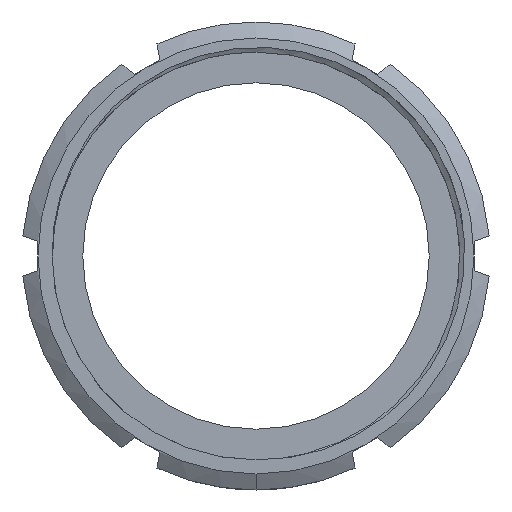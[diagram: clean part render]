
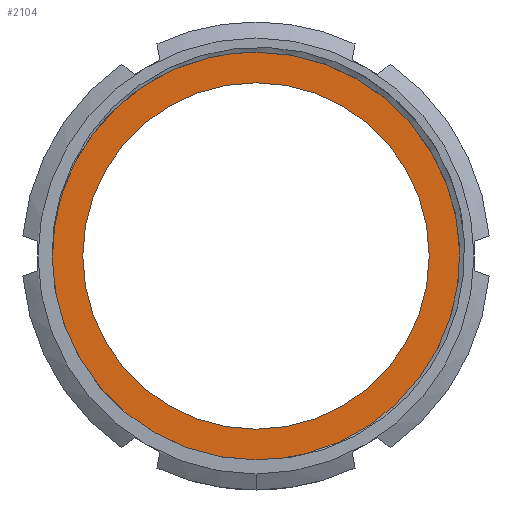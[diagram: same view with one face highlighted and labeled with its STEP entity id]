
A CAD part, left-side view. The second image highlights one B-rep face of the part: STEP entity #2104.
In plain terms, the highlighted planar face has unit normal (-1, 0, 0).
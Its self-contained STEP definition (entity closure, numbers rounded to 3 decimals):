
#39 = DIRECTION ( 'NONE',  ( -1., 0., 0. ) ) ;
#138 = ORIENTED_EDGE ( 'NONE', *, *, #1264, .F. ) ;
#191 = DIRECTION ( 'NONE',  ( 0., 0., 1. ) ) ;
#207 = CARTESIAN_POINT ( 'NONE',  ( 10.5, 0., 57.118 ) ) ;
#273 = CARTESIAN_POINT ( 'NONE',  ( 10.5, 0., 0. ) ) ;
#513 = AXIS2_PLACEMENT_3D ( 'NONE', #2782, #1912, #191 ) ;
#706 = EDGE_CURVE ( 'NONE', #2016, #756, #2568, .T. ) ;
#756 = VERTEX_POINT ( 'NONE', #2061 ) ;
#769 = VERTEX_POINT ( 'NONE', #1210 ) ;
#781 = AXIS2_PLACEMENT_3D ( 'NONE', #2509, #1680, #2817 ) ;
#858 = PLANE ( 'NONE',  #2049 ) ;
#919 = DIRECTION ( 'NONE',  ( 0., 0., 1. ) ) ;
#960 = AXIS2_PLACEMENT_3D ( 'NONE', #273, #39, #919 ) ;
#966 = CIRCLE ( 'NONE', #781, 47. ) ;
#1129 = ORIENTED_EDGE ( 'NONE', *, *, #3322, .T. ) ;
#1210 = CARTESIAN_POINT ( 'NONE',  ( 10.5, 0., -57.118 ) ) ;
#1241 = DIRECTION ( 'NONE',  ( 0., 0., 1. ) ) ;
#1264 = EDGE_CURVE ( 'NONE', #756, #2016, #966, .T. ) ;
#1336 = VERTEX_POINT ( 'NONE', #207 ) ;
#1366 = DIRECTION ( 'NONE',  ( 1., 0., 0. ) ) ;
#1393 = AXIS2_PLACEMENT_3D ( 'NONE', #2113, #2676, #1241 ) ;
#1508 = CIRCLE ( 'NONE', #1393, 57.118 ) ;
#1635 = ORIENTED_EDGE ( 'NONE', *, *, #706, .F. ) ;
#1642 = CARTESIAN_POINT ( 'NONE',  ( 10.5, 47., 0. ) ) ;
#1647 = EDGE_CURVE ( 'NONE', #1336, #769, #1508, .T. ) ;
#1665 = EDGE_LOOP ( 'NONE', ( #2392, #1129 ) ) ;
#1680 = DIRECTION ( 'NONE',  ( -1., 0., 0. ) ) ;
#1693 = CARTESIAN_POINT ( 'NONE',  ( 10.5, 0., -47. ) ) ;
#1912 = DIRECTION ( 'NONE',  ( -1., 0., 0. ) ) ;
#2006 = DIRECTION ( 'NONE',  ( 0., 0., -1. ) ) ;
#2016 = VERTEX_POINT ( 'NONE', #1693 ) ;
#2049 = AXIS2_PLACEMENT_3D ( 'NONE', #1642, #1366, #2006 ) ;
#2061 = CARTESIAN_POINT ( 'NONE',  ( 10.5, 0., 47. ) ) ;
#2104 = ADVANCED_FACE ( 'NONE', ( #3415, #3078 ), #858, .F. ) ;
#2113 = CARTESIAN_POINT ( 'NONE',  ( 10.5, 0., 0. ) ) ;
#2392 = ORIENTED_EDGE ( 'NONE', *, *, #1647, .T. ) ;
#2509 = CARTESIAN_POINT ( 'NONE',  ( 10.5, 0., 0. ) ) ;
#2568 = CIRCLE ( 'NONE', #960, 47. ) ;
#2676 = DIRECTION ( 'NONE',  ( -1., 0., 0. ) ) ;
#2782 = CARTESIAN_POINT ( 'NONE',  ( 10.5, 0., 0. ) ) ;
#2817 = DIRECTION ( 'NONE',  ( 0., 0., 1. ) ) ;
#3008 = EDGE_LOOP ( 'NONE', ( #138, #1635 ) ) ;
#3078 = FACE_OUTER_BOUND ( 'NONE', #1665, .T. ) ;
#3214 = CIRCLE ( 'NONE', #513, 57.118 ) ;
#3322 = EDGE_CURVE ( 'NONE', #769, #1336, #3214, .T. ) ;
#3415 = FACE_BOUND ( 'NONE', #3008, .T. ) ;
